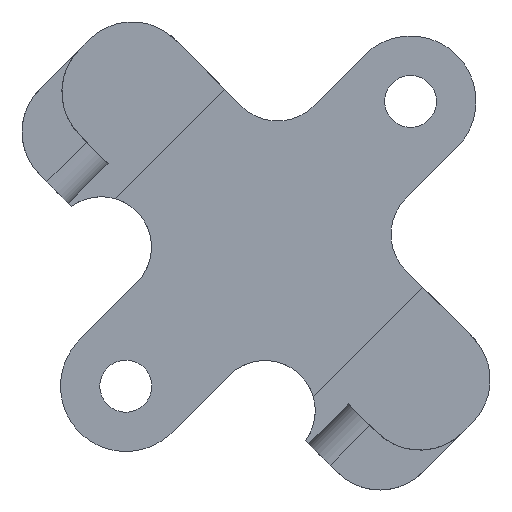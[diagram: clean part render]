
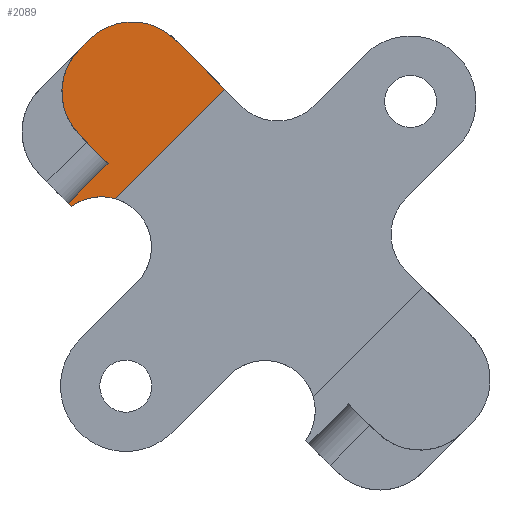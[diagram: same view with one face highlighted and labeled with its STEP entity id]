
A CAD part, front view. The second image highlights one B-rep face of the part: STEP entity #2089.
In plain terms, the highlighted planar face has unit normal (0, -1, 0).
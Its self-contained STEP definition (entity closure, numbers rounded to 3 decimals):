
#59 = DIRECTION ( 'NONE',  ( 0., -1., 0. ) ) ;
#153 = CARTESIAN_POINT ( 'NONE',  ( -8.576, -17.526, 10.193 ) ) ;
#166 = CARTESIAN_POINT ( 'NONE',  ( -9.642, -17.526, 2.841 ) ) ;
#458 = VERTEX_POINT ( 'NONE', #3998 ) ;
#586 = DIRECTION ( 'NONE',  ( -0.707, 0., -0.707 ) ) ;
#611 = VECTOR ( 'NONE', #5835, 1000. ) ;
#720 = VERTEX_POINT ( 'NONE', #4138 ) ;
#904 = DIRECTION ( 'NONE',  ( -0.707, 0., -0.707 ) ) ;
#982 = ORIENTED_EDGE ( 'NONE', *, *, #2274, .F. ) ;
#1091 = EDGE_CURVE ( 'NONE', #2202, #720, #4896, .T. ) ;
#1157 = LINE ( 'NONE', #9139, #5872 ) ;
#1232 = VECTOR ( 'NONE', #4602, 1000. ) ;
#1303 = CARTESIAN_POINT ( 'NONE',  ( 0., -17.526, 0. ) ) ;
#1453 = DIRECTION ( 'NONE',  ( 0.707, 0., 0.707 ) ) ;
#1496 = VERTEX_POINT ( 'NONE', #8344 ) ;
#1523 = CARTESIAN_POINT ( 'NONE',  ( -10.534, -17.526, -0.207 ) ) ;
#1572 = VERTEX_POINT ( 'NONE', #4444 ) ;
#1703 = CARTESIAN_POINT ( 'NONE',  ( -2.514, -17.526, -2.514 ) ) ;
#1757 = AXIS2_PLACEMENT_3D ( 'NONE', #1523, #59, #904 ) ;
#1794 = ORIENTED_EDGE ( 'NONE', *, *, #6644, .F. ) ;
#1994 = CARTESIAN_POINT ( 'NONE',  ( -5.029, -17.526, -5.029 ) ) ;
#2089 = ADVANCED_FACE ( 'NONE', ( #5589 ), #6471, .T. ) ;
#2202 = VERTEX_POINT ( 'NONE', #7303 ) ;
#2264 = DIRECTION ( 'NONE',  ( 0., 1., 0. ) ) ;
#2271 = LINE ( 'NONE', #8871, #611 ) ;
#2274 = EDGE_CURVE ( 'NONE', #458, #6286, #7629, .T. ) ;
#2517 = CIRCLE ( 'NONE', #1757, 3.175 ) ;
#2775 = AXIS2_PLACEMENT_3D ( 'NONE', #1303, #4200, #586 ) ;
#3183 = ORIENTED_EDGE ( 'NONE', *, *, #7520, .T. ) ;
#3521 = AXIS2_PLACEMENT_3D ( 'NONE', #153, #5798, #8689 ) ;
#3767 = CARTESIAN_POINT ( 'NONE',  ( -5.882, -17.526, 12.887 ) ) ;
#3814 = EDGE_CURVE ( 'NONE', #8174, #458, #6639, .T. ) ;
#3951 = DIRECTION ( 'NONE',  ( 0.707, 0., 0.707 ) ) ;
#3994 = CARTESIAN_POINT ( 'NONE',  ( 3.502, -17.526, 3.502 ) ) ;
#3998 = CARTESIAN_POINT ( 'NONE',  ( -11.27, -17.526, 12.887 ) ) ;
#4138 = CARTESIAN_POINT ( 'NONE',  ( -12.617, -17.526, 2.559 ) ) ;
#4200 = DIRECTION ( 'NONE',  ( 0., -1., 0. ) ) ;
#4238 = ORIENTED_EDGE ( 'NONE', *, *, #1091, .F. ) ;
#4279 = CIRCLE ( 'NONE', #6853, 3.81 ) ;
#4311 = CARTESIAN_POINT ( 'NONE',  ( -12.078, -17.526, 12.078 ) ) ;
#4444 = CARTESIAN_POINT ( 'NONE',  ( -10.103, -17.526, 5.074 ) ) ;
#4472 = EDGE_CURVE ( 'NONE', #1496, #1572, #6030, .T. ) ;
#4602 = DIRECTION ( 'NONE',  ( 0.707, 0., -0.707 ) ) ;
#4656 = VECTOR ( 'NONE', #7963, 1000. ) ;
#4727 = VERTEX_POINT ( 'NONE', #8669 ) ;
#4812 = DIRECTION ( 'NONE',  ( -0.707, 0., 0.707 ) ) ;
#4896 = LINE ( 'NONE', #1994, #7184 ) ;
#5156 = VERTEX_POINT ( 'NONE', #166 ) ;
#5589 = FACE_OUTER_BOUND ( 'NONE', #6144, .T. ) ;
#5700 = VECTOR ( 'NONE', #6148, 1000. ) ;
#5798 = DIRECTION ( 'NONE',  ( 0., 1., 0. ) ) ;
#5835 = DIRECTION ( 'NONE',  ( 0.707, 0., 0.707 ) ) ;
#5872 = VECTOR ( 'NONE', #3951, 1000. ) ;
#5880 = EDGE_CURVE ( 'NONE', #1496, #8174, #4279, .T. ) ;
#6030 = LINE ( 'NONE', #1703, #1232 ) ;
#6144 = EDGE_LOOP ( 'NONE', ( #7848, #6842, #7751, #4238, #1794, #3183, #7808, #982, #8582 ) ) ;
#6148 = DIRECTION ( 'NONE',  ( -0.707, 0., 0.707 ) ) ;
#6286 = VERTEX_POINT ( 'NONE', #3767 ) ;
#6423 = EDGE_CURVE ( 'NONE', #4727, #6286, #7650, .T. ) ;
#6471 = PLANE ( 'NONE',  #2775 ) ;
#6545 = CARTESIAN_POINT ( 'NONE',  ( -11.899, -17.526, 12.258 ) ) ;
#6639 = LINE ( 'NONE', #4311, #4656 ) ;
#6644 = EDGE_CURVE ( 'NONE', #5156, #2202, #2517, .T. ) ;
#6842 = ORIENTED_EDGE ( 'NONE', *, *, #4472, .T. ) ;
#6853 = AXIS2_PLACEMENT_3D ( 'NONE', #7185, #2264, #1453 ) ;
#7184 = VECTOR ( 'NONE', #4812, 1000. ) ;
#7185 = CARTESIAN_POINT ( 'NONE',  ( -9.205, -17.526, 9.564 ) ) ;
#7303 = CARTESIAN_POINT ( 'NONE',  ( -12.412, -17.526, 2.354 ) ) ;
#7520 = EDGE_CURVE ( 'NONE', #5156, #4727, #1157, .T. ) ;
#7629 = CIRCLE ( 'NONE', #3521, 3.81 ) ;
#7650 = LINE ( 'NONE', #3994, #5700 ) ;
#7751 = ORIENTED_EDGE ( 'NONE', *, *, #8541, .F. ) ;
#7808 = ORIENTED_EDGE ( 'NONE', *, *, #6423, .T. ) ;
#7848 = ORIENTED_EDGE ( 'NONE', *, *, #5880, .F. ) ;
#7963 = DIRECTION ( 'NONE',  ( 0.707, 0., 0.707 ) ) ;
#8174 = VERTEX_POINT ( 'NONE', #6545 ) ;
#8344 = CARTESIAN_POINT ( 'NONE',  ( -11.899, -17.526, 6.87 ) ) ;
#8541 = EDGE_CURVE ( 'NONE', #720, #1572, #2271, .T. ) ;
#8582 = ORIENTED_EDGE ( 'NONE', *, *, #3814, .F. ) ;
#8669 = CARTESIAN_POINT ( 'NONE',  ( -2.739, -17.526, 9.744 ) ) ;
#8689 = DIRECTION ( 'NONE',  ( -0.707, 0., -0.707 ) ) ;
#8871 = CARTESIAN_POINT ( 'NONE',  ( -7.588, -17.526, 7.588 ) ) ;
#9139 = CARTESIAN_POINT ( 'NONE',  ( -6.241, -17.526, 6.241 ) ) ;
